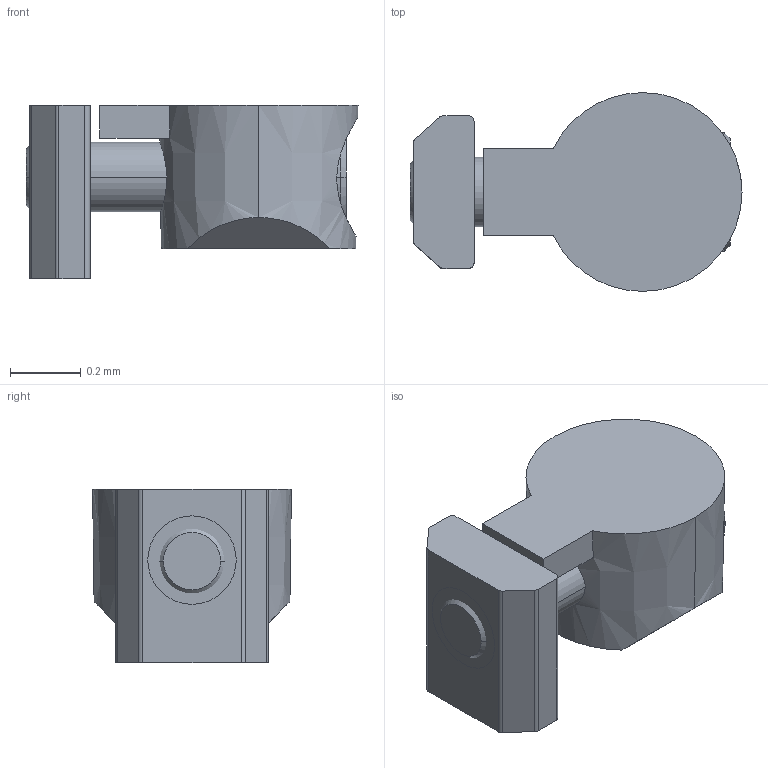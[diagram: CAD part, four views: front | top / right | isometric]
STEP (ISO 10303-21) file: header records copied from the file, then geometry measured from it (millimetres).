
FILE_DESCRIPTION((''),'2;1');
FILE_NAME('10FAC3750.stp','2015-07-07T13:38:00',(''),(''),'Mechanical Desktop 2011','Mechanical Desktop 2011',', , ');
FILE_SCHEMA(('CONFIG_CONTROL_DESIGN'));
Length unit declared in the file: millimetre
Products named in the file (1): Product
Bounding box: 0.94 x 0.56 x 0.49 mm (x, y, z)
Volume: 0.1 mm3; surface area: 3.3 mm2
Topology: 3 solids, 3 shells, 50 faces, 120 edges, 81 vertices
Faces by surface type: plane 19, bspline 15, cylinder 10, cone 6
Entity records: 1701 total; most frequent: CARTESIAN_POINT 457, ORIENTED_EDGE 236, DIRECTION 229, EDGE_CURVE 118, AXIS2_PLACEMENT_3D 79, VERTEX_POINT 78, VECTOR 71, LINE 71
